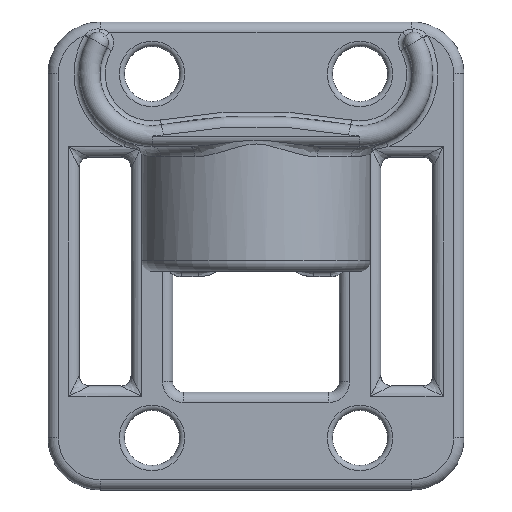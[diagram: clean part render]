
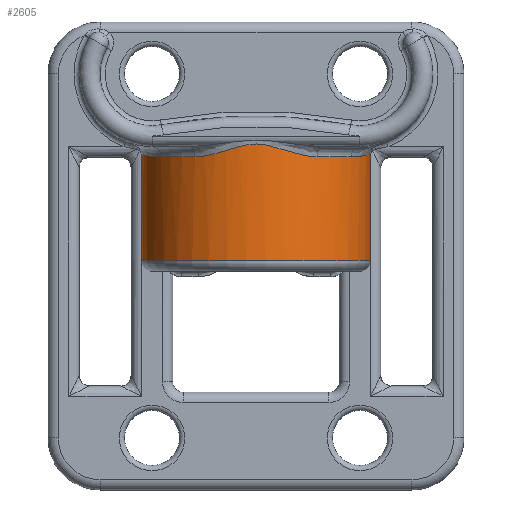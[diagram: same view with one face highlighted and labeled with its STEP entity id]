
A CAD part, top view. The second image highlights one B-rep face of the part: STEP entity #2605.
In plain terms, the highlighted cylindrical face has radius 11 mm (diameter 22 mm), a partial arc.
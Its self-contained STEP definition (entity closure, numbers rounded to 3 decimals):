
#319=FACE_OUTER_BOUND('',#521,.T.);
#521=EDGE_LOOP('',(#2236,#2237,#2238,#2239,#2240,#2241,#2242,#2243));
#616=B_SPLINE_CURVE_WITH_KNOTS('',3,(#5221,#5222,#5223,#5224,#5225,#5226,
#5227),.UNSPECIFIED.,.F.,.F.,(4,1,1,1,4),(1.897,2.128,
2.59,3.052,3.449),.UNSPECIFIED.);
#619=B_SPLINE_CURVE_WITH_KNOTS('',3,(#5961,#5962,#5963,#5964,#5965,#5966,
#5967),.UNSPECIFIED.,.F.,.F.,(4,1,1,1,4),(-3.446,-3.279,
-2.818,-2.357,-1.895),.UNSPECIFIED.);
#621=B_SPLINE_CURVE_WITH_KNOTS('',3,(#5983,#5984,#5985,#5986,#5987,#5988,
#5989,#5990,#5991,#5992,#5993,#5994,#5995),.UNSPECIFIED.,.F.,.F.,(4,1,1,
1,1,1,1,1,1,1,4),(-1.374,-1.178,-1.104,
-0.981,-0.785,-0.589,-0.564,
-0.491,-0.393,-0.196,0.),
 .UNSPECIFIED.);
#685=LINE('',#5161,#808);
#726=LINE('',#5911,#849);
#808=VECTOR('',#3351,10.054);
#849=VECTOR('',#3584,10.054);
#994=CIRCLE('',#2891,11.);
#996=CIRCLE('',#2900,11.);
#997=CIRCLE('',#2901,11.);
#1145=VERTEX_POINT('',#4507);
#1153=VERTEX_POINT('',#4648);
#1188=VERTEX_POINT('',#5154);
#1191=VERTEX_POINT('',#5219);
#1232=VERTEX_POINT('',#5910);
#1233=VERTEX_POINT('',#5960);
#1234=VERTEX_POINT('',#5980);
#1235=VERTEX_POINT('',#5982);
#1475=EDGE_CURVE('',#1188,#1145,#685,.T.);
#1479=EDGE_CURVE('',#1191,#1188,#616,.T.);
#1573=EDGE_CURVE('',#1145,#1153,#994,.T.);
#1576=EDGE_CURVE('',#1153,#1232,#726,.T.);
#1578=EDGE_CURVE('',#1232,#1233,#619,.T.);
#1581=EDGE_CURVE('',#1234,#1191,#996,.T.);
#1582=EDGE_CURVE('',#1235,#1234,#621,.T.);
#1583=EDGE_CURVE('',#1233,#1235,#997,.T.);
#2236=ORIENTED_EDGE('',*,*,#1573,.F.);
#2237=ORIENTED_EDGE('',*,*,#1475,.F.);
#2238=ORIENTED_EDGE('',*,*,#1479,.F.);
#2239=ORIENTED_EDGE('',*,*,#1581,.F.);
#2240=ORIENTED_EDGE('',*,*,#1582,.F.);
#2241=ORIENTED_EDGE('',*,*,#1583,.F.);
#2242=ORIENTED_EDGE('',*,*,#1578,.F.);
#2243=ORIENTED_EDGE('',*,*,#1576,.F.);
#2455=CYLINDRICAL_SURFACE('',#2899,11.);
#2605=ADVANCED_FACE('',(#319),#2455,.T.);
#2891=AXIS2_PLACEMENT_3D('',#5901,#3568,#3569);
#2899=AXIS2_PLACEMENT_3D('',#5979,#3587,#3588);
#2900=AXIS2_PLACEMENT_3D('',#5981,#3589,#3590);
#2901=AXIS2_PLACEMENT_3D('',#5996,#3591,#3592);
#3351=DIRECTION('',(0.,-1.,0.));
#3568=DIRECTION('center_axis',(0.,-1.,0.));
#3569=DIRECTION('ref_axis',(0.,0.,1.));
#3584=DIRECTION('',(0.,1.,0.));
#3587=DIRECTION('center_axis',(0.,-1.,0.));
#3588=DIRECTION('ref_axis',(-1.,0.,0.));
#3589=DIRECTION('center_axis',(0.,1.,0.));
#3590=DIRECTION('ref_axis',(0.695,0.,0.719));
#3591=DIRECTION('center_axis',(0.,1.,0.));
#3592=DIRECTION('ref_axis',(-0.695,0.,0.719));
#4507=CARTESIAN_POINT('',(28.32,22.,4.654));
#4648=CARTESIAN_POINT('',(11.68,22.,4.654));
#5154=CARTESIAN_POINT('',(28.32,32.054,4.654));
#5161=CARTESIAN_POINT('',(28.32,33.,4.654));
#5219=CARTESIAN_POINT('',(29.167,32.,17.93));
#5221=CARTESIAN_POINT('Ctrl Pts',(29.167,32.,17.93));
#5222=CARTESIAN_POINT('Ctrl Pts',(29.557,32.,17.342));
#5223=CARTESIAN_POINT('Ctrl Pts',(30.561,32.106,15.464));
#5224=CARTESIAN_POINT('Ctrl Pts',(31.278,32.353,11.916));
#5225=CARTESIAN_POINT('Ctrl Pts',(30.506,32.083,7.855));
#5226=CARTESIAN_POINT('Ctrl Pts',(29.112,31.952,5.572));
#5227=CARTESIAN_POINT('Ctrl Pts',(28.32,32.053,4.654));
#5901=CARTESIAN_POINT('Origin',(20.,22.,11.85));
#5910=CARTESIAN_POINT('',(11.68,32.054,4.654));
#5911=CARTESIAN_POINT('',(11.68,33.,4.654));
#5960=CARTESIAN_POINT('',(10.833,32.,17.93));
#5961=CARTESIAN_POINT('Ctrl Pts',(11.68,32.054,4.654));
#5962=CARTESIAN_POINT('Ctrl Pts',(11.347,32.012,5.04));
#5963=CARTESIAN_POINT('Ctrl Pts',(10.184,31.961,6.589));
#5964=CARTESIAN_POINT('Ctrl Pts',(8.919,32.273,9.752));
#5965=CARTESIAN_POINT('Ctrl Pts',(8.947,32.261,14.091));
#5966=CARTESIAN_POINT('Ctrl Pts',(10.054,32.,16.756));
#5967=CARTESIAN_POINT('Ctrl Pts',(10.833,32.,17.93));
#5979=CARTESIAN_POINT('Origin',(20.,33.,11.85));
#5980=CARTESIAN_POINT('',(25.868,32.,21.154));
#5981=CARTESIAN_POINT('Origin',(20.,32.,11.85));
#5982=CARTESIAN_POINT('',(14.132,32.,21.154));
#5983=CARTESIAN_POINT('Ctrl Pts',(14.132,32.,21.154));
#5984=CARTESIAN_POINT('Ctrl Pts',(14.639,32.,21.474));
#5985=CARTESIAN_POINT('Ctrl Pts',(15.379,32.116,21.858));
#5986=CARTESIAN_POINT('Ctrl Pts',(16.47,32.406,22.281));
#5987=CARTESIAN_POINT('Ctrl Pts',(17.59,32.729,22.613));
#5988=CARTESIAN_POINT('Ctrl Pts',(19.091,33.238,22.861));
#5989=CARTESIAN_POINT('Ctrl Pts',(20.385,33.269,22.862));
#5990=CARTESIAN_POINT('Ctrl Pts',(21.266,33.076,22.78));
#5991=CARTESIAN_POINT('Ctrl Pts',(21.846,32.925,22.703));
#5992=CARTESIAN_POINT('Ctrl Pts',(22.911,32.594,22.485));
#5993=CARTESIAN_POINT('Ctrl Pts',(24.293,32.179,22.029));
#5994=CARTESIAN_POINT('Ctrl Pts',(25.361,32.,21.474));
#5995=CARTESIAN_POINT('Ctrl Pts',(25.868,32.,21.154));
#5996=CARTESIAN_POINT('Origin',(20.,32.,11.85));
